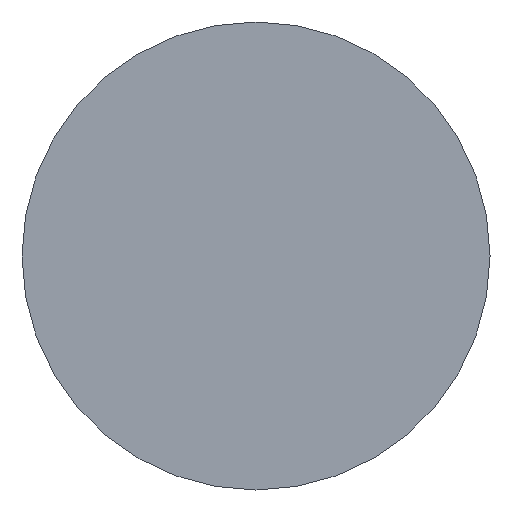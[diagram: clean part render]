
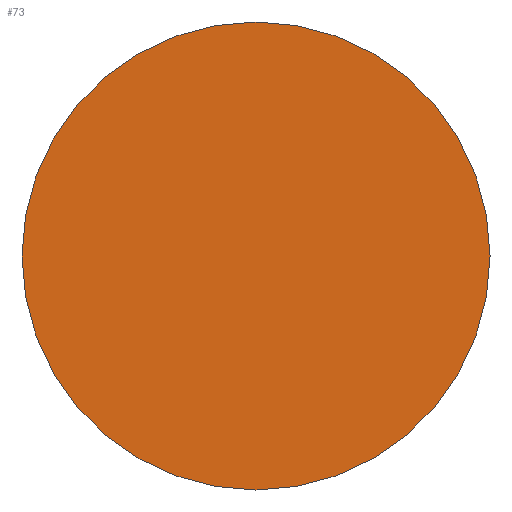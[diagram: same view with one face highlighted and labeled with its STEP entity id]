
A CAD part, front view. The second image highlights one B-rep face of the part: STEP entity #73.
In plain terms, the highlighted planar face has unit normal (0, -1, 0).
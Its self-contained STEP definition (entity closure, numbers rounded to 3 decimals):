
#14=PLANE('',#98);
#22=FACE_OUTER_BOUND('',#26,.T.);
#26=EDGE_LOOP('',(#63));
#33=CIRCLE('',#97,7.5);
#39=VERTEX_POINT('',#139);
#47=EDGE_CURVE('',#39,#39,#33,.T.);
#63=ORIENTED_EDGE('',*,*,#47,.T.);
#73=ADVANCED_FACE('',(#22),#14,.F.);
#97=AXIS2_PLACEMENT_3D('',#141,#120,#121);
#98=AXIS2_PLACEMENT_3D('',#142,#122,#123);
#120=DIRECTION('center_axis',(0.,-1.,0.));
#121=DIRECTION('ref_axis',(-1.,0.,0.));
#122=DIRECTION('center_axis',(0.,1.,0.));
#123=DIRECTION('ref_axis',(0.,0.,1.));
#139=CARTESIAN_POINT('',(7.5,0.,0.));
#141=CARTESIAN_POINT('Origin',(0.,0.,0.));
#142=CARTESIAN_POINT('Origin',(0.,0.,0.));
